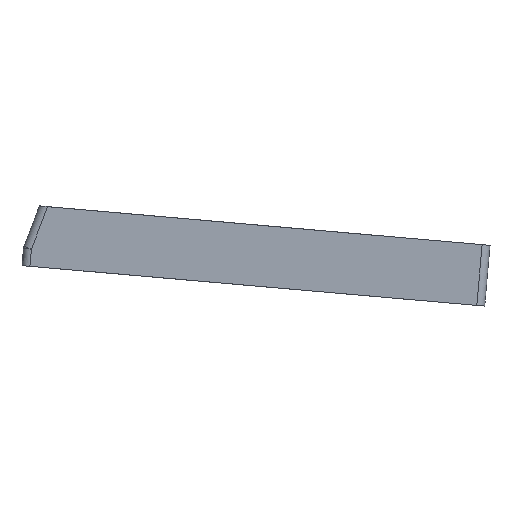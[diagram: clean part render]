
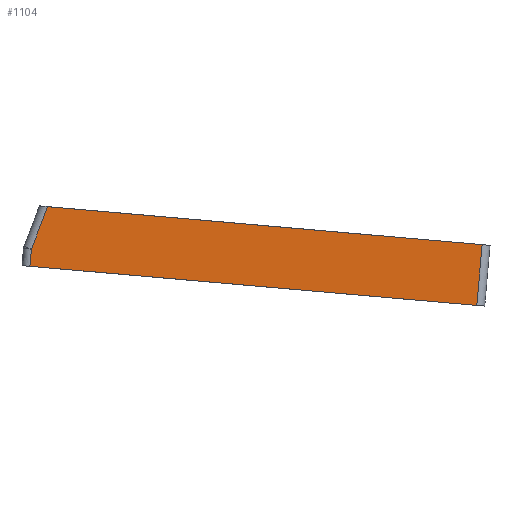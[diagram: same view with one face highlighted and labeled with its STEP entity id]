
A CAD part, left-side view. The second image highlights one B-rep face of the part: STEP entity #1104.
In plain terms, the highlighted planar face has unit normal (-1, 0, 0).
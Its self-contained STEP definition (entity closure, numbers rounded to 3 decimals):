
#160=FACE_OUTER_BOUND('',#235,.T.);
#235=EDGE_LOOP('',(#864,#865,#866,#867,#868));
#307=LINE('',#1805,#399);
#321=LINE('',#1873,#413);
#334=LINE('',#1916,#426);
#335=LINE('',#1918,#427);
#336=LINE('',#1919,#428);
#399=VECTOR('',#1327,10.);
#413=VECTOR('',#1391,10.);
#426=VECTOR('',#1442,10.);
#427=VECTOR('',#1443,10.);
#428=VECTOR('',#1444,10.);
#491=VERTEX_POINT('',#1802);
#492=VERTEX_POINT('',#1804);
#521=VERTEX_POINT('',#1871);
#532=VERTEX_POINT('',#1915);
#533=VERTEX_POINT('',#1917);
#603=EDGE_CURVE('',#492,#491,#307,.T.);
#638=EDGE_CURVE('',#521,#491,#321,.T.);
#659=EDGE_CURVE('',#532,#521,#334,.T.);
#660=EDGE_CURVE('',#533,#532,#335,.T.);
#661=EDGE_CURVE('',#533,#492,#336,.T.);
#864=ORIENTED_EDGE('',*,*,#638,.F.);
#865=ORIENTED_EDGE('',*,*,#659,.F.);
#866=ORIENTED_EDGE('',*,*,#660,.F.);
#867=ORIENTED_EDGE('',*,*,#661,.T.);
#868=ORIENTED_EDGE('',*,*,#603,.T.);
#1057=PLANE('',#1205);
#1104=ADVANCED_FACE('',(#160),#1057,.T.);
#1205=AXIS2_PLACEMENT_3D('',#1914,#1440,#1441);
#1327=DIRECTION('',(0.,0.996,0.087));
#1391=DIRECTION('',(0.,-0.357,0.934));
#1440=DIRECTION('center_axis',(-1.,0.,0.));
#1441=DIRECTION('ref_axis',(0.,-0.996,-0.087));
#1442=DIRECTION('',(0.,-0.087,0.996));
#1443=DIRECTION('',(0.,0.996,0.087));
#1444=DIRECTION('',(0.,-0.087,0.996));
#1802=CARTESIAN_POINT('',(276.281,-67.119,42.323));
#1804=CARTESIAN_POINT('',(276.281,-138.395,36.088));
#1805=CARTESIAN_POINT('',(276.281,-83.405,40.899));
#1871=CARTESIAN_POINT('',(276.281,-64.449,35.347));
#1873=CARTESIAN_POINT('',(276.281,-64.583,35.697));
#1914=CARTESIAN_POINT('Origin',(276.281,-64.204,32.54));
#1915=CARTESIAN_POINT('',(276.281,-64.204,32.54));
#1916=CARTESIAN_POINT('',(276.281,-64.204,32.54));
#1917=CARTESIAN_POINT('',(276.281,-137.523,26.126));
#1918=CARTESIAN_POINT('',(276.281,-137.523,26.126));
#1919=CARTESIAN_POINT('',(276.281,-137.523,26.126));
